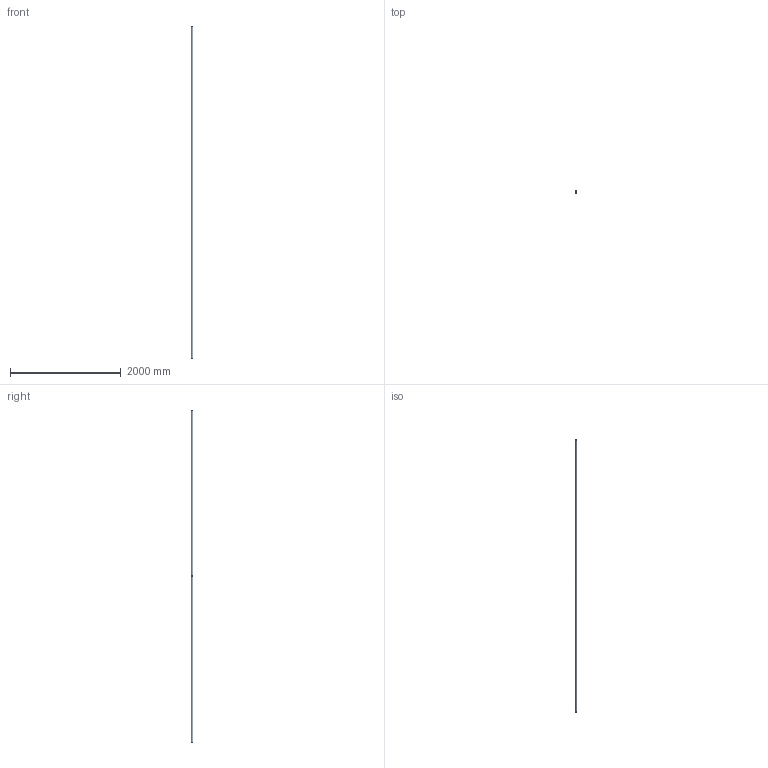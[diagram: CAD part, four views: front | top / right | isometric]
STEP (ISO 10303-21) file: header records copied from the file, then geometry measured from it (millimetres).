
FILE_DESCRIPTION (( 'STEP AP203' ), '1' );
FILE_NAME ('55120-240G.step', '2024-04-29T09:25:30', ( '' ), ( '' ), 'SwSTEP 2.0', 'SolidWorks 2018', '' );
FILE_SCHEMA (( 'CONFIG_CONTROL_DESIGN' ));
Length unit declared in the file: millimetre
Products named in the file (1): 55120-240G
Bounding box: 33.7 x 33.7 x 6000 mm (x, y, z)
Volume: 1195061.5 mm3; surface area: 1195467.8 mm2
Topology: 1 solids, 1 shells, 279 faces, 756 edges, 504 vertices
Faces by surface type: plane 129, bspline 123, cylinder 27
Full cylindrical faces by diameter (mm): 29.7 x1, 33.7 x1
Entity records: 13527 total; most frequent: CARTESIAN_POINT 7229, ORIENTED_EDGE 1508, DIRECTION 910, EDGE_CURVE 754, VERTEX_POINT 504, VECTOR 368, LINE 368, EDGE_LOOP 308
